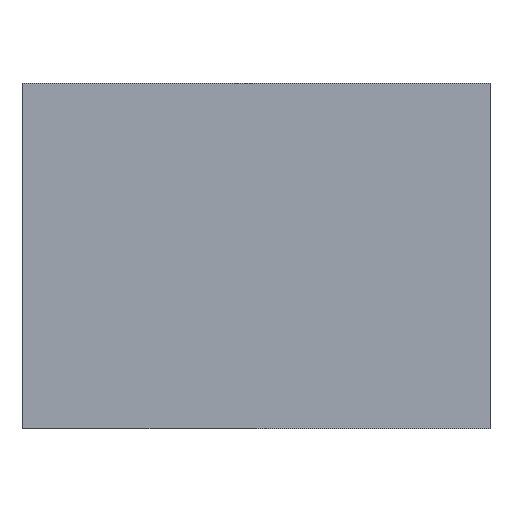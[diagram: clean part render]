
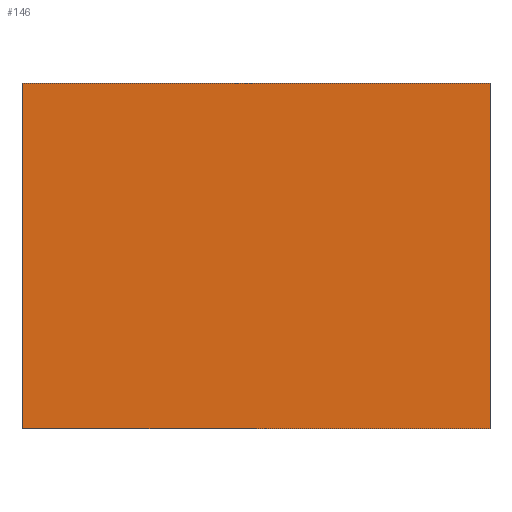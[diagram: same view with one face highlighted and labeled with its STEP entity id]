
A CAD part, front view. The second image highlights one B-rep face of the part: STEP entity #146.
In plain terms, the highlighted planar face has unit normal (0, -1, 0).
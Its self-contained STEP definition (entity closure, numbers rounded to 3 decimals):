
#34=ORIENTED_EDGE('',*,*,#65,.F.);
#35=ORIENTED_EDGE('',*,*,#64,.F.);
#36=ORIENTED_EDGE('',*,*,#66,.T.);
#37=ORIENTED_EDGE('',*,*,#67,.T.);
#64=EDGE_CURVE('',#79,#78,#92,.T.);
#65=EDGE_CURVE('',#78,#80,#93,.T.);
#66=EDGE_CURVE('',#79,#81,#94,.T.);
#67=EDGE_CURVE('',#81,#80,#95,.T.);
#78=VERTEX_POINT('',#227);
#79=VERTEX_POINT('',#229);
#80=VERTEX_POINT('',#233);
#81=VERTEX_POINT('',#235);
#92=LINE('',#230,#104);
#93=LINE('',#232,#105);
#94=LINE('',#234,#106);
#95=LINE('',#236,#107);
#104=VECTOR('',#189,1000.);
#105=VECTOR('',#192,1000.);
#106=VECTOR('',#193,1000.);
#107=VECTOR('',#194,1000.);
#112=EDGE_LOOP('',(#34,#35,#36,#37));
#126=FACE_BOUND('',#112,.T.);
#140=PLANE('',#167);
#146=ADVANCED_FACE('',(#126),#140,.T.);
#167=AXIS2_PLACEMENT_3D('',#231,#190,#191);
#189=DIRECTION('',(0.,0.,-1.));
#190=DIRECTION('',(0.,-1.,0.));
#191=DIRECTION('',(1.,0.,0.));
#192=DIRECTION('',(-1.,0.,0.));
#193=DIRECTION('',(-1.,0.,0.));
#194=DIRECTION('',(0.,0.,-1.));
#227=CARTESIAN_POINT('',(6.334,0.,0.));
#229=CARTESIAN_POINT('',(6.334,0.,3.75));
#230=CARTESIAN_POINT('',(6.334,0.,3.75));
#231=CARTESIAN_POINT('',(6.334,0.,3.75));
#232=CARTESIAN_POINT('',(6.334,0.,0.));
#233=CARTESIAN_POINT('',(1.254,0.,0.));
#234=CARTESIAN_POINT('',(6.334,0.,3.75));
#235=CARTESIAN_POINT('',(1.254,0.,3.75));
#236=CARTESIAN_POINT('',(1.254,0.,3.75));
